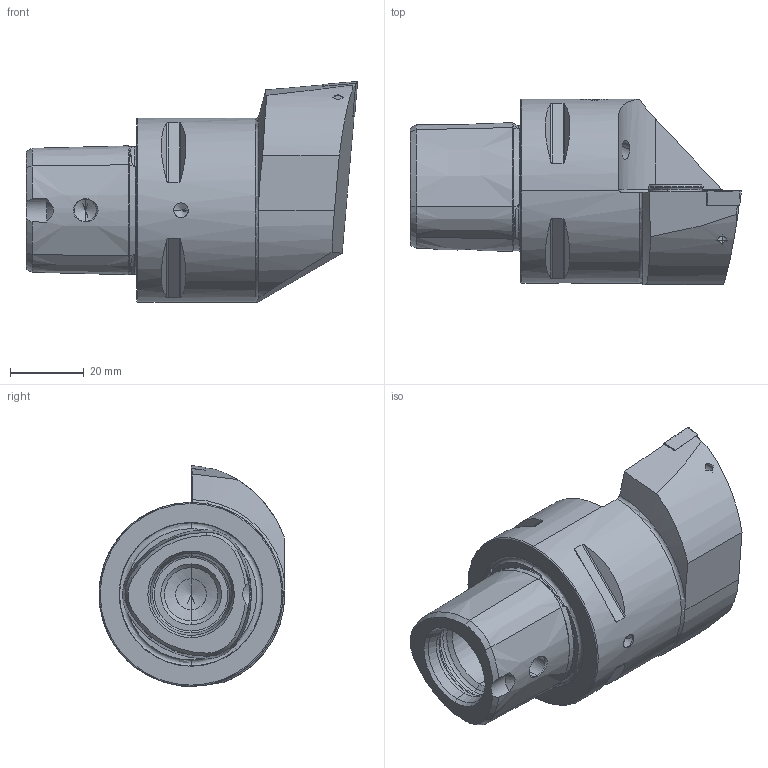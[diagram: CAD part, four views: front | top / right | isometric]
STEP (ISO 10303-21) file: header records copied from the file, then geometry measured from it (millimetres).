
FILE_DESCRIPTION (( 'STEP AP214' ), '1' );
FILE_NAME ('PS5.KCB.LLA.060-HP.STEP', '2018-01-09T15:26:57', ( 'SWIAdmin' ), ( 'Hewlett-Packard Company' ), 'SwSTEP 2.0', 'SolidWorks 2017', '' );
FILE_SCHEMA (( 'AUTOMOTIVE_DESIGN' ));
Length unit declared in the file: millimetre
Products named in the file (10): PS5.KCB.LLA.060-HP; PS5-KCB.LLA.060-HP_A; ISO 8752 2x8; CHP-ER1.015.006_A; DIN 3771 - 13x1; DIN 7991 - M5x15; CHP-ER1.015.006; CHP-ER1.008.014_A; WCB-ER2.001.009_A; CCMT09T304
Assembly tree (9 placements, depth 3):
  PS5.KCB.LLA.060-HP
    PS5-KCB.LLA.060-HP_A
    ISO 8752 2x8
    CHP-ER1.015.006
      CHP-ER1.015.006_A
      DIN 3771 - 13x1
      DIN 7991 - M5x15
    CHP-ER1.008.014_A
    WCB-ER2.001.009_A
    CCMT09T304
Bounding box: 90 x 50.5 x 60.05 mm (x, y, z)
Volume: 102569 mm3; surface area: 22451.6 mm2
Topology: 8 solids, 8 shells, 383 faces, 912 edges, 531 vertices
Faces by surface type: cone 126, cylinder 101, plane 89, torus 53, bspline 12, sphere 2
Entity records: 12647 total; most frequent: CARTESIAN_POINT 3551, DIRECTION 1819, ORIENTED_EDGE 1764, EDGE_CURVE 882, AXIS2_PLACEMENT_3D 742, VERTEX_POINT 531, EDGE_LOOP 415, FACE_OUTER_BOUND 383
